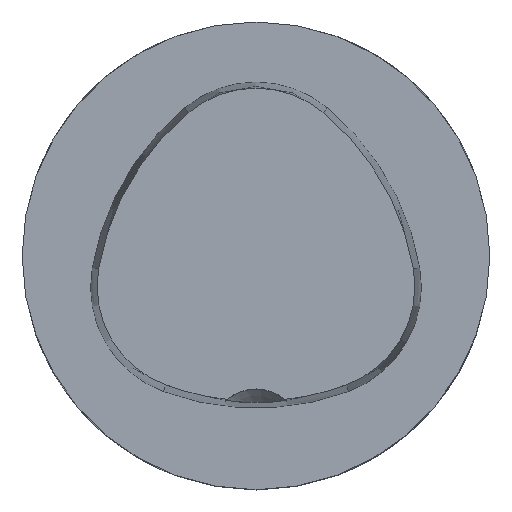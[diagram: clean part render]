
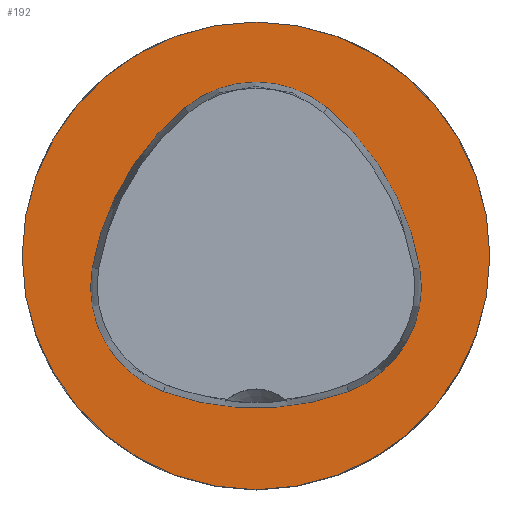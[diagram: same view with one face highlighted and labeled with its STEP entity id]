
A CAD part, top view. The second image highlights one B-rep face of the part: STEP entity #192.
In plain terms, the highlighted planar face has unit normal (0, 0, 1).
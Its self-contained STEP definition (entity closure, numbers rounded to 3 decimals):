
#66=FACE_BOUND('',#329,.T.);
#67=FACE_BOUND('',#330,.T.);
#108=PLANE('',#1230);
#192=ADVANCED_FACE('',(#66,#67),#108,.T.);
#329=EDGE_LOOP('',(#779));
#330=EDGE_LOOP('',(#780,#781,#782,#783,#784,#785));
#483=CIRCLE('',#1181,15.);
#485=CIRCLE('',#1184,36.);
#487=CIRCLE('',#1187,15.);
#489=CIRCLE('',#1190,36.);
#491=CIRCLE('',#1193,15.);
#493=CIRCLE('',#1196,36.);
#499=CIRCLE('',#1229,31.5);
#779=ORIENTED_EDGE('',*,*,#1061,.F.);
#780=ORIENTED_EDGE('',*,*,#1011,.T.);
#781=ORIENTED_EDGE('',*,*,#1027,.T.);
#782=ORIENTED_EDGE('',*,*,#1024,.T.);
#783=ORIENTED_EDGE('',*,*,#1021,.T.);
#784=ORIENTED_EDGE('',*,*,#1018,.T.);
#785=ORIENTED_EDGE('',*,*,#1015,.T.);
#879=VERTEX_POINT('',#1851);
#880=VERTEX_POINT('',#1852);
#882=VERTEX_POINT('',#1859);
#884=VERTEX_POINT('',#1865);
#886=VERTEX_POINT('',#1871);
#888=VERTEX_POINT('',#1877);
#909=VERTEX_POINT('',#1955);
#1011=EDGE_CURVE('',#879,#880,#483,.T.);
#1015=EDGE_CURVE('',#882,#879,#485,.T.);
#1018=EDGE_CURVE('',#884,#882,#487,.T.);
#1021=EDGE_CURVE('',#886,#884,#489,.T.);
#1024=EDGE_CURVE('',#888,#886,#491,.T.);
#1027=EDGE_CURVE('',#880,#888,#493,.T.);
#1061=EDGE_CURVE('',#909,#909,#499,.T.);
#1181=AXIS2_PLACEMENT_3D('',#1850,#1404,#1405);
#1184=AXIS2_PLACEMENT_3D('',#1858,#1412,#1413);
#1187=AXIS2_PLACEMENT_3D('',#1864,#1419,#1420);
#1190=AXIS2_PLACEMENT_3D('',#1870,#1426,#1427);
#1193=AXIS2_PLACEMENT_3D('',#1876,#1433,#1434);
#1196=AXIS2_PLACEMENT_3D('',#1881,#1440,#1441);
#1229=AXIS2_PLACEMENT_3D('',#1954,#1526,#1527);
#1230=AXIS2_PLACEMENT_3D('',#1956,#1528,#1529);
#1404=DIRECTION('',(0.,0.,-1.));
#1405=DIRECTION('',(0.866,-0.5,0.));
#1412=DIRECTION('',(0.,0.,-1.));
#1413=DIRECTION('',(0.866,0.5,0.));
#1419=DIRECTION('',(0.,0.,-1.));
#1420=DIRECTION('',(0.,1.,0.));
#1426=DIRECTION('',(0.,0.,-1.));
#1427=DIRECTION('',(-0.866,0.5,0.));
#1433=DIRECTION('',(0.,0.,-1.));
#1434=DIRECTION('',(-0.866,-0.5,0.));
#1440=DIRECTION('',(0.,0.,-1.));
#1441=DIRECTION('',(0.,-1.,0.));
#1526=DIRECTION('',(0.,0.,-1.));
#1527=DIRECTION('',(-1.,0.,0.));
#1528=DIRECTION('',(0.,0.,1.));
#1529=DIRECTION('',(0.,-1.,0.));
#1850=CARTESIAN_POINT('',(7.275,-4.2,0.));
#1851=CARTESIAN_POINT('',(22.059,-1.664,0.));
#1852=CARTESIAN_POINT('',(12.471,-18.271,0.));
#1858=CARTESIAN_POINT('',(-13.423,-7.75,0.));
#1859=CARTESIAN_POINT('',(9.588,19.936,0.));
#1864=CARTESIAN_POINT('',(0.,8.4,0.));
#1865=CARTESIAN_POINT('',(-9.588,19.936,0.));
#1870=CARTESIAN_POINT('',(13.423,-7.75,0.));
#1871=CARTESIAN_POINT('',(-22.059,-1.664,0.));
#1876=CARTESIAN_POINT('',(-7.275,-4.2,0.));
#1877=CARTESIAN_POINT('',(-12.471,-18.271,0.));
#1881=CARTESIAN_POINT('',(0.,15.5,0.));
#1954=CARTESIAN_POINT('',(0.,0.,0.));
#1955=CARTESIAN_POINT('',(-31.5,0.,0.));
#1956=CARTESIAN_POINT('',(-15.75,0.,0.));
